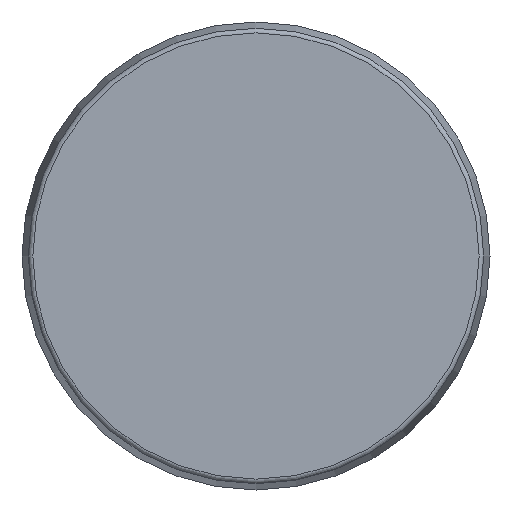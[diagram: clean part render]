
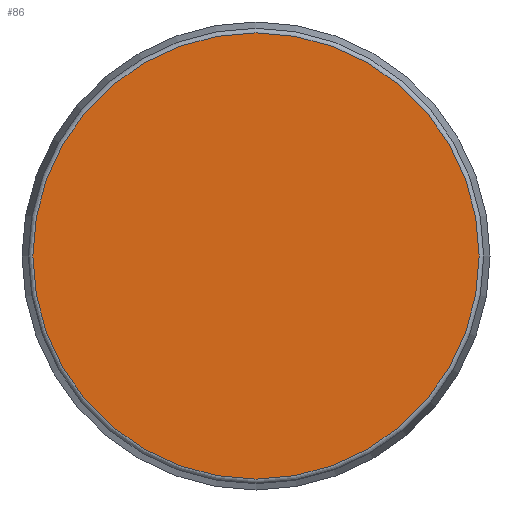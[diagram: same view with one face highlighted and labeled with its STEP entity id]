
A CAD part, front view. The second image highlights one B-rep face of the part: STEP entity #86.
In plain terms, the highlighted planar face has unit normal (0, -1, 0).
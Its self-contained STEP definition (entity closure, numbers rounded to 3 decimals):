
#86 = ADVANCED_FACE( '', ( #194 ), #195, .F. );
#194 = FACE_OUTER_BOUND( '', #363, .T. );
#195 = PLANE( '', #364 );
#363 = EDGE_LOOP( '', ( #539 ) );
#364 = AXIS2_PLACEMENT_3D( '', #540, #541, #542 );
#539 = ORIENTED_EDGE( '', *, *, #757, .T. );
#540 = CARTESIAN_POINT( '', ( 47.673, 0., 0. ) );
#541 = DIRECTION( '', ( 0., 1., 0. ) );
#542 = DIRECTION( '', ( 0., 0., 1. ) );
#757 = EDGE_CURVE( '', #885, #885, #886, .T. );
#885 = VERTEX_POINT( '', #1117 );
#886 = CIRCLE( '', #1118, 47.673 );
#1117 = CARTESIAN_POINT( '', ( 0., 0., -47.673 ) );
#1118 = AXIS2_PLACEMENT_3D( '', #1321, #1322, #1323 );
#1321 = CARTESIAN_POINT( '', ( 0., 0., 0. ) );
#1322 = DIRECTION( '', ( 0., -1., 0. ) );
#1323 = DIRECTION( '', ( 0., 0., -1. ) );
